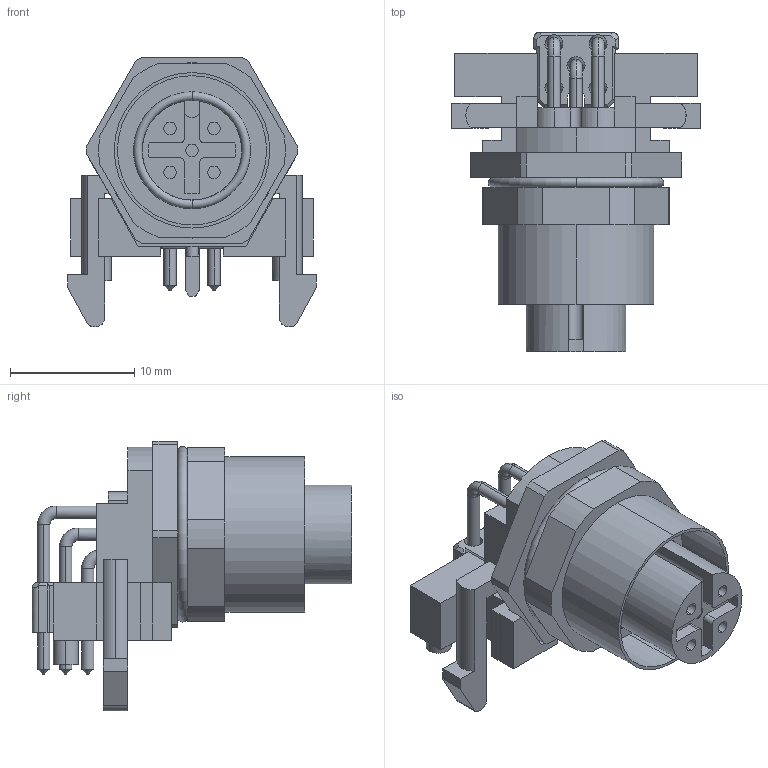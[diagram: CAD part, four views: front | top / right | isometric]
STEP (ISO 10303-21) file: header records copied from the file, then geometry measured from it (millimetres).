
FILE_DESCRIPTION (( 'STEP AP203' ), '1' );
FILE_NAME ('P216.STEP', '2020-03-31T06:28:32', ( 'edpusr' ), ( 'Microsoft' ), 'SwSTEP 2.0', 'SolidWorks 2015', '' );
FILE_SCHEMA (( 'CONFIG_CONTROL_DESIGN' ));
Length unit declared in the file: millimetre
Products named in the file (1): P216
Bounding box: 20 x 25.7 x 21.7 mm (x, y, z)
Volume: 2662.3 mm3; surface area: 3100.4 mm2
Topology: 3 solids, 3 shells, 326 faces, 880 edges, 575 vertices
Faces by surface type: plane 177, cylinder 115, cone 20, torus 14
Entity records: 11003 total; most frequent: CARTESIAN_POINT 2705, ORIENTED_EDGE 1760, DIRECTION 1661, EDGE_CURVE 880, VERTEX_POINT 577, AXIS2_PLACEMENT_3D 558, VECTOR 545, LINE 545
